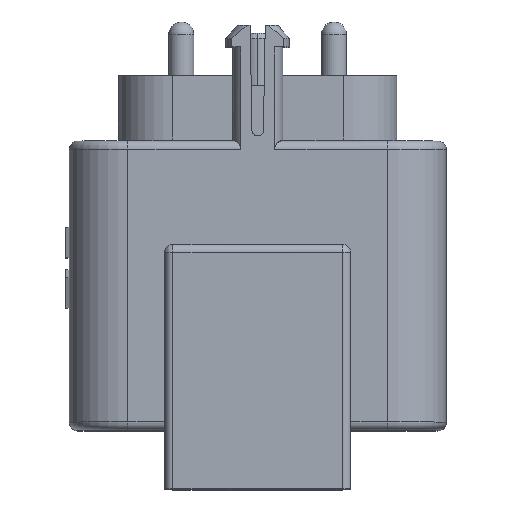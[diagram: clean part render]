
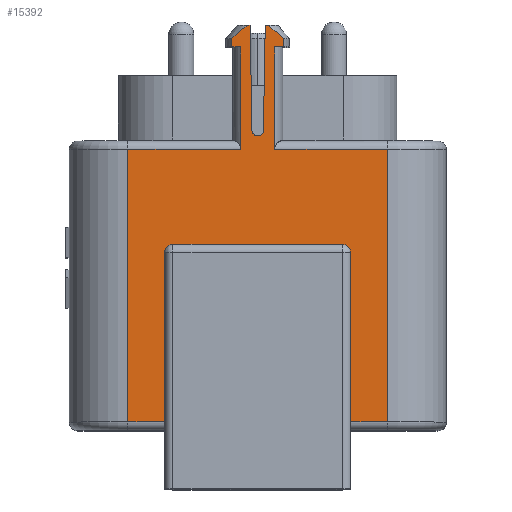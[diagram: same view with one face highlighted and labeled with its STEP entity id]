
A CAD part, top view. The second image highlights one B-rep face of the part: STEP entity #15392.
In plain terms, the highlighted planar face has unit normal (0, 0, 1).
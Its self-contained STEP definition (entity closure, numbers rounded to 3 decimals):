
#715=DIRECTION('',(-1.,0.,0.));
#716=VECTOR('',#715,6.72);
#717=CARTESIAN_POINT('',(-1.02,16.75,13.55));
#718=LINE('',#717,#716);
#723=DIRECTION('',(1.,0.,0.));
#724=VECTOR('',#723,0.097);
#725=CARTESIAN_POINT('',(-0.547,24.15,13.55));
#726=LINE('',#725,#724);
#727=DIRECTION('',(0.017,-1.,0.));
#728=VECTOR('',#727,6.266);
#729=CARTESIAN_POINT('',(-0.45,24.15,13.55));
#730=LINE('',#729,#728);
#731=CARTESIAN_POINT('',(0.,17.891,13.55));
#732=DIRECTION('',(0.,0.,1.));
#733=DIRECTION('',(-1.,-0.017,0.));
#734=AXIS2_PLACEMENT_3D('',#731,#732,#733);
#736=DIRECTION('',(0.017,1.,0.));
#737=VECTOR('',#736,6.266);
#738=CARTESIAN_POINT('',(0.341,17.885,13.55));
#739=LINE('',#738,#737);
#740=DIRECTION('',(1.,0.,0.));
#741=VECTOR('',#740,0.097);
#742=CARTESIAN_POINT('',(0.45,24.15,13.55));
#743=LINE('',#742,#741);
#744=CARTESIAN_POINT('',(5.05,10.58,13.55));
#745=DIRECTION('',(0.,0.,1.));
#746=DIRECTION('',(1.,0.,0.));
#747=AXIS2_PLACEMENT_3D('',#744,#745,#746);
#749=DIRECTION('',(-1.,0.,0.));
#750=VECTOR('',#749,10.1);
#751=CARTESIAN_POINT('',(5.05,11.08,13.55));
#752=LINE('',#751,#750);
#753=CARTESIAN_POINT('',(-5.05,10.58,13.55));
#754=DIRECTION('',(0.,0.,1.));
#755=DIRECTION('',(0.,1.,0.));
#756=AXIS2_PLACEMENT_3D('',#753,#754,#755);
#758=DIRECTION('',(0.,-1.,0.));
#759=VECTOR('',#758,10.08);
#760=CARTESIAN_POINT('',(-5.55,10.58,13.55));
#761=LINE('',#760,#759);
#766=DIRECTION('',(1.,0.,0.));
#767=VECTOR('',#766,2.19);
#768=CARTESIAN_POINT('',(-7.74,0.5,13.55));
#769=LINE('',#768,#767);
#1920=DIRECTION('',(0.,-1.,0.));
#1921=VECTOR('',#1920,10.08);
#1922=CARTESIAN_POINT('',(5.55,10.58,13.55));
#1923=LINE('',#1922,#1921);
#1937=DIRECTION('',(1.,0.,0.));
#1938=VECTOR('',#1937,2.19);
#1939=CARTESIAN_POINT('',(5.55,0.5,13.55));
#1940=LINE('',#1939,#1938);
#2046=DIRECTION('',(0.,1.,0.));
#2047=VECTOR('',#2046,16.25);
#2048=CARTESIAN_POINT('',(7.74,0.5,13.55));
#2049=LINE('',#2048,#2047);
#2343=DIRECTION('',(0.,-1.,0.));
#2344=VECTOR('',#2343,16.25);
#2345=CARTESIAN_POINT('',(-7.74,16.75,13.55));
#2346=LINE('',#2345,#2344);
#7630=DIRECTION('',(-1.,0.,0.));
#7631=VECTOR('',#7630,6.72);
#7632=CARTESIAN_POINT('',(7.74,16.75,13.55));
#7633=LINE('',#7632,#7631);
#7648=DIRECTION('',(0.,1.,0.));
#7649=VECTOR('',#7648,6.1);
#7650=CARTESIAN_POINT('',(1.02,16.75,13.55));
#7651=LINE('',#7650,#7649);
#7656=DIRECTION('',(1.,0.,0.));
#7657=VECTOR('',#7656,0.529);
#7658=CARTESIAN_POINT('',(1.02,22.85,13.55));
#7659=LINE('',#7658,#7657);
#7670=DIRECTION('',(0.,1.,0.));
#7671=VECTOR('',#7670,0.5);
#7672=CARTESIAN_POINT('',(1.549,22.85,13.55));
#7673=LINE('',#7672,#7671);
#7678=CARTESIAN_POINT('',(1.549,23.35,13.55));
#7679=CARTESIAN_POINT('',(1.477,23.42,13.55));
#7680=CARTESIAN_POINT('',(1.339,23.551,13.55));
#7681=CARTESIAN_POINT('',(1.15,23.719,13.55));
#7682=CARTESIAN_POINT('',(0.979,23.861,13.55));
#7683=CARTESIAN_POINT('',(0.824,23.979,13.55));
#7684=CARTESIAN_POINT('',(0.681,24.075,13.55));
#7685=CARTESIAN_POINT('',(0.591,24.127,13.55));
#7686=CARTESIAN_POINT('',(0.547,24.15,13.55));
#7737=CARTESIAN_POINT('',(-0.547,24.15,13.55));
#7738=CARTESIAN_POINT('',(-0.591,24.127,13.55));
#7739=CARTESIAN_POINT('',(-0.681,24.075,13.55));
#7740=CARTESIAN_POINT('',(-0.824,23.979,13.55));
#7741=CARTESIAN_POINT('',(-0.979,23.861,13.55));
#7742=CARTESIAN_POINT('',(-1.15,23.719,13.55));
#7743=CARTESIAN_POINT('',(-1.339,23.551,13.55));
#7744=CARTESIAN_POINT('',(-1.477,23.42,13.55));
#7745=CARTESIAN_POINT('',(-1.549,23.35,13.55));
#7762=DIRECTION('',(0.,-1.,0.));
#7763=VECTOR('',#7762,0.5);
#7764=CARTESIAN_POINT('',(-1.549,23.35,13.55));
#7765=LINE('',#7764,#7763);
#7770=DIRECTION('',(1.,0.,0.));
#7771=VECTOR('',#7770,0.529);
#7772=CARTESIAN_POINT('',(-1.549,22.85,13.55));
#7773=LINE('',#7772,#7771);
#7784=DIRECTION('',(0.,-1.,0.));
#7785=VECTOR('',#7784,6.1);
#7786=CARTESIAN_POINT('',(-1.02,22.85,13.55));
#7787=LINE('',#7786,#7785);
#12649=CARTESIAN_POINT('',(-5.55,0.5,13.55));
#12650=VERTEX_POINT('',#12649);
#12651=CARTESIAN_POINT('',(-5.55,10.58,13.55));
#12652=VERTEX_POINT('',#12651);
#12796=CARTESIAN_POINT('',(7.74,0.5,13.55));
#12797=VERTEX_POINT('',#12796);
#12798=CARTESIAN_POINT('',(5.55,0.5,13.55));
#12799=VERTEX_POINT('',#12798);
#12801=CARTESIAN_POINT('',(-7.74,0.5,13.55));
#12802=VERTEX_POINT('',#12801);
#12803=CARTESIAN_POINT('',(-7.74,16.75,13.55));
#12804=VERTEX_POINT('',#12803);
#12805=CARTESIAN_POINT('',(-1.02,16.75,13.55));
#12806=VERTEX_POINT('',#12805);
#12807=CARTESIAN_POINT('',(-1.02,22.85,13.55));
#12808=VERTEX_POINT('',#12807);
#12809=CARTESIAN_POINT('',(-1.549,22.85,13.55));
#12810=VERTEX_POINT('',#12809);
#12811=CARTESIAN_POINT('',(-1.549,23.35,13.55));
#12812=VERTEX_POINT('',#12811);
#12813=VERTEX_POINT('',#7737);
#12814=CARTESIAN_POINT('',(-0.45,24.15,13.55));
#12815=VERTEX_POINT('',#12814);
#12816=CARTESIAN_POINT('',(-0.341,17.885,13.55));
#12817=VERTEX_POINT('',#12816);
#12818=CARTESIAN_POINT('',(0.341,17.885,13.55));
#12819=VERTEX_POINT('',#12818);
#12820=CARTESIAN_POINT('',(0.45,24.15,13.55));
#12821=VERTEX_POINT('',#12820);
#12822=CARTESIAN_POINT('',(0.547,24.15,13.55));
#12823=VERTEX_POINT('',#12822);
#12824=VERTEX_POINT('',#7678);
#12825=CARTESIAN_POINT('',(1.549,22.85,13.55));
#12826=VERTEX_POINT('',#12825);
#12827=CARTESIAN_POINT('',(1.02,22.85,13.55));
#12828=VERTEX_POINT('',#12827);
#12829=CARTESIAN_POINT('',(1.02,16.75,13.55));
#12830=VERTEX_POINT('',#12829);
#12831=CARTESIAN_POINT('',(7.74,16.75,13.55));
#12832=VERTEX_POINT('',#12831);
#12833=CARTESIAN_POINT('',(5.55,10.58,13.55));
#12834=VERTEX_POINT('',#12833);
#12835=CARTESIAN_POINT('',(5.05,11.08,13.55));
#12836=VERTEX_POINT('',#12835);
#12837=CARTESIAN_POINT('',(-5.05,11.08,13.55));
#12838=VERTEX_POINT('',#12837);
#15338=CARTESIAN_POINT('',(-11.24,0.,13.55));
#15339=DIRECTION('',(0.,0.,1.));
#15340=DIRECTION('',(1.,0.,0.));
#15341=AXIS2_PLACEMENT_3D('',#15338,#15339,#15340);
#15342=PLANE('',#15341);
#15344=ORIENTED_EDGE('',*,*,#15343,.F.);
#15346=ORIENTED_EDGE('',*,*,#15345,.F.);
#15347=ORIENTED_EDGE('',*,*,#15328,.F.);
#15349=ORIENTED_EDGE('',*,*,#15348,.F.);
#15351=ORIENTED_EDGE('',*,*,#15350,.F.);
#15353=ORIENTED_EDGE('',*,*,#15352,.F.);
#15355=ORIENTED_EDGE('',*,*,#15354,.F.);
#15357=ORIENTED_EDGE('',*,*,#15356,.T.);
#15359=ORIENTED_EDGE('',*,*,#15358,.T.);
#15361=ORIENTED_EDGE('',*,*,#15360,.T.);
#15363=ORIENTED_EDGE('',*,*,#15362,.T.);
#15365=ORIENTED_EDGE('',*,*,#15364,.T.);
#15367=ORIENTED_EDGE('',*,*,#15366,.F.);
#15369=ORIENTED_EDGE('',*,*,#15368,.F.);
#15371=ORIENTED_EDGE('',*,*,#15370,.F.);
#15373=ORIENTED_EDGE('',*,*,#15372,.F.);
#15375=ORIENTED_EDGE('',*,*,#15374,.F.);
#15377=ORIENTED_EDGE('',*,*,#15376,.F.);
#15379=ORIENTED_EDGE('',*,*,#15378,.F.);
#15381=ORIENTED_EDGE('',*,*,#15380,.F.);
#15383=ORIENTED_EDGE('',*,*,#15382,.T.);
#15385=ORIENTED_EDGE('',*,*,#15384,.T.);
#15387=ORIENTED_EDGE('',*,*,#15386,.T.);
#15389=ORIENTED_EDGE('',*,*,#15388,.T.);
#15390=EDGE_LOOP('',(#15344,#15346,#15347,#15349,#15351,#15353,#15355,#15357,
#15359,#15361,#15363,#15365,#15367,#15369,#15371,#15373,#15375,#15377,#15379,
#15381,#15383,#15385,#15387,#15389));
#15391=FACE_OUTER_BOUND('',#15390,.F.);
#15392=ADVANCED_FACE('',(#15391),#15342,.T.);
#735=CIRCLE('',#734,0.341);
#748=CIRCLE('',#747,0.5);
#757=CIRCLE('',#756,0.5);
#7687=B_SPLINE_CURVE_WITH_KNOTS('',3,(#7678,#7679,#7680,#7681,#7682,#7683,#7684,
#7685,#7686),.UNSPECIFIED.,.F.,.F.,(4,1,1,1,1,1,4),(0.,0.167,
0.333,0.5,0.667,0.833,1.),
.UNSPECIFIED.);
#7746=B_SPLINE_CURVE_WITH_KNOTS('',3,(#7737,#7738,#7739,#7740,#7741,#7742,#7743,
#7744,#7745),.UNSPECIFIED.,.F.,.F.,(4,1,1,1,1,1,4),(0.,0.167,
0.333,0.5,0.667,0.833,1.),
.UNSPECIFIED.);
#15328=EDGE_CURVE('',#12806,#12804,#718,.T.);
#15343=EDGE_CURVE('',#12802,#12650,#769,.T.);
#15345=EDGE_CURVE('',#12804,#12802,#2346,.T.);
#15348=EDGE_CURVE('',#12808,#12806,#7787,.T.);
#15350=EDGE_CURVE('',#12810,#12808,#7773,.T.);
#15352=EDGE_CURVE('',#12812,#12810,#7765,.T.);
#15354=EDGE_CURVE('',#12813,#12812,#7746,.T.);
#15356=EDGE_CURVE('',#12813,#12815,#726,.T.);
#15358=EDGE_CURVE('',#12815,#12817,#730,.T.);
#15360=EDGE_CURVE('',#12817,#12819,#735,.T.);
#15362=EDGE_CURVE('',#12819,#12821,#739,.T.);
#15364=EDGE_CURVE('',#12821,#12823,#743,.T.);
#15366=EDGE_CURVE('',#12824,#12823,#7687,.T.);
#15368=EDGE_CURVE('',#12826,#12824,#7673,.T.);
#15370=EDGE_CURVE('',#12828,#12826,#7659,.T.);
#15372=EDGE_CURVE('',#12830,#12828,#7651,.T.);
#15374=EDGE_CURVE('',#12832,#12830,#7633,.T.);
#15376=EDGE_CURVE('',#12797,#12832,#2049,.T.);
#15378=EDGE_CURVE('',#12799,#12797,#1940,.T.);
#15380=EDGE_CURVE('',#12834,#12799,#1923,.T.);
#15382=EDGE_CURVE('',#12834,#12836,#748,.T.);
#15384=EDGE_CURVE('',#12836,#12838,#752,.T.);
#15386=EDGE_CURVE('',#12838,#12652,#757,.T.);
#15388=EDGE_CURVE('',#12652,#12650,#761,.T.);
